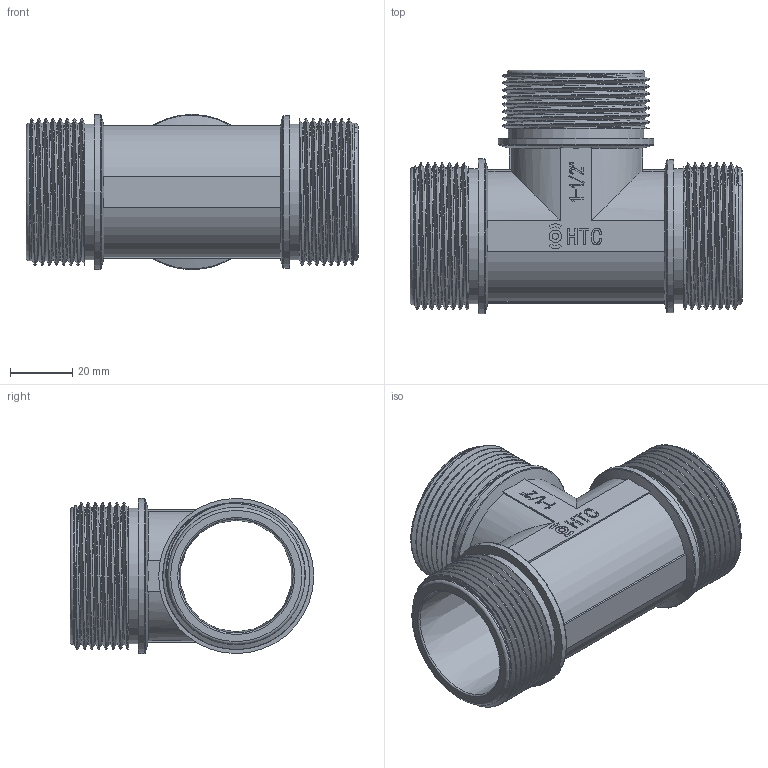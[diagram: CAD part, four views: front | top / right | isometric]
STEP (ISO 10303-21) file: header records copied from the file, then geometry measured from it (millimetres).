
FILE_DESCRIPTION(/* description */ (''),/* implementation_level */ '2;1');
FILE_NAME(/* name */ '3通1-12_20250519_1231_1__stp_20250620_1325.stp',/* time_stamp */ '2025-06-20T13:26:12+08:00',/* author */ (''),/* organization */ (''),/* preprocessor_version */ 'ST-DEVELOPER v16.7',/* originating_system */ 'SIEMENS PLM Software NX 12.0',/* authorisation */ '');
FILE_SCHEMA (('AP203_CONFIGURATION_CONTROLLED_3D_DESIGN_OF_MECHANICAL_PARTS_AND_ASSEMBLIES_MIM_LF { 1 0 10303 403 2 1 2}'));
Length unit declared in the file: millimetre
Products named in the file (1): Admi15E8A8EB4yla
Bounding box: 107 x 78.5 x 50 mm (x, y, z)
Surface area: 44739 mm2 (no closed solid volume)
Topology: 0 solids, 1 shells, 223 faces, 609 edges, 406 vertices
Faces by surface type: plane 112, cylinder 49, extrusion 38, torus 9, bspline 9, cone 6
Full cylindrical faces by diameter (mm): 2 x1, 4 x1, 43.6 x3, 44.3 x24, 49.3 x1, 50 x2
Entity records: 12155 total; most frequent: CARTESIAN_POINT 6617, ORIENTED_EDGE 994, DIRECTION 769, EDGE_CURVE 497, VERTEX_POINT 342, VECTOR 311, LINE 273, EDGE_LOOP 251
